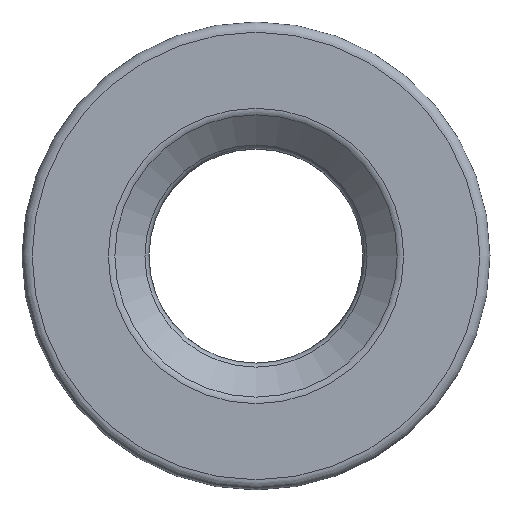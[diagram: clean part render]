
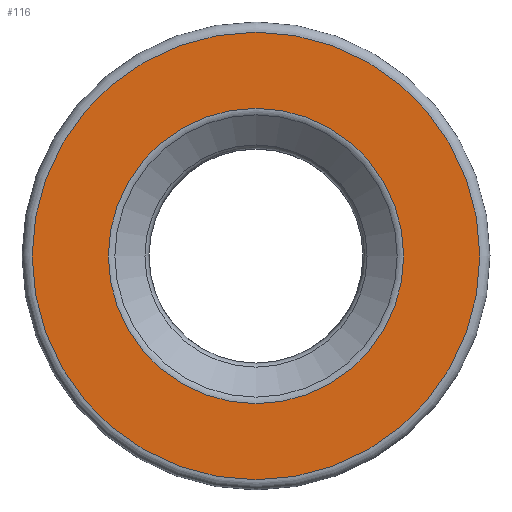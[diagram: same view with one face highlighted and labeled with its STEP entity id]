
A CAD part, top view. The second image highlights one B-rep face of the part: STEP entity #116.
In plain terms, the highlighted planar face has unit normal (0, 0, 1).
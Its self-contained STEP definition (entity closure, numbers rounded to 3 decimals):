
#23 = DIRECTION ( 'NONE',  ( 0., 0., 1. ) ) ;
#45 = CIRCLE ( 'NONE', #105, 4.393 ) ;
#67 = CARTESIAN_POINT ( 'NONE',  ( 0., -44.8, 4.8 ) ) ;
#76 = CARTESIAN_POINT ( 'NONE',  ( -4.393, -44.8, 4.8 ) ) ;
#80 = CARTESIAN_POINT ( 'NONE',  ( -2.898, -44.8, 4.8 ) ) ;
#81 = PLANE ( 'NONE',  #245 ) ;
#90 = DIRECTION ( 'NONE',  ( -1., 0., 0. ) ) ;
#105 = AXIS2_PLACEMENT_3D ( 'NONE', #67, #23, #160 ) ;
#116 = ADVANCED_FACE ( 'NONE', ( #168, #291 ), #81, .F. ) ;
#130 = DIRECTION ( 'NONE',  ( 0., 0., -1. ) ) ;
#146 = AXIS2_PLACEMENT_3D ( 'NONE', #195, #130, #90 ) ;
#160 = DIRECTION ( 'NONE',  ( -1., 0., 0. ) ) ;
#168 = FACE_OUTER_BOUND ( 'NONE', #336, .T. ) ;
#176 = ORIENTED_EDGE ( 'NONE', *, *, #331, .T. ) ;
#195 = CARTESIAN_POINT ( 'NONE',  ( 0., -44.8, 4.8 ) ) ;
#237 = VERTEX_POINT ( 'NONE', #80 ) ;
#245 = AXIS2_PLACEMENT_3D ( 'NONE', #316, #278, #413 ) ;
#278 = DIRECTION ( 'NONE',  ( 0., 0., -1. ) ) ;
#280 = CIRCLE ( 'NONE', #146, 2.898 ) ;
#291 = FACE_BOUND ( 'NONE', #309, .T. ) ;
#309 = EDGE_LOOP ( 'NONE', ( #176 ) ) ;
#316 = CARTESIAN_POINT ( 'NONE',  ( 0., -40.203, 4.8 ) ) ;
#319 = EDGE_CURVE ( 'NONE', #412, #412, #45, .T. ) ;
#331 = EDGE_CURVE ( 'NONE', #237, #237, #280, .T. ) ;
#336 = EDGE_LOOP ( 'NONE', ( #402 ) ) ;
#402 = ORIENTED_EDGE ( 'NONE', *, *, #319, .T. ) ;
#412 = VERTEX_POINT ( 'NONE', #76 ) ;
#413 = DIRECTION ( 'NONE',  ( -1., 0., 0. ) ) ;
